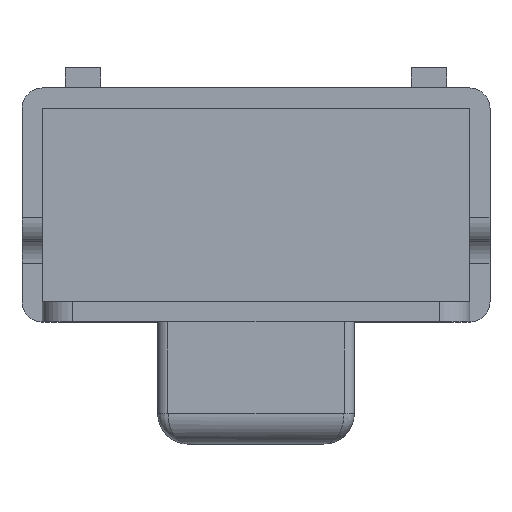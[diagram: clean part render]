
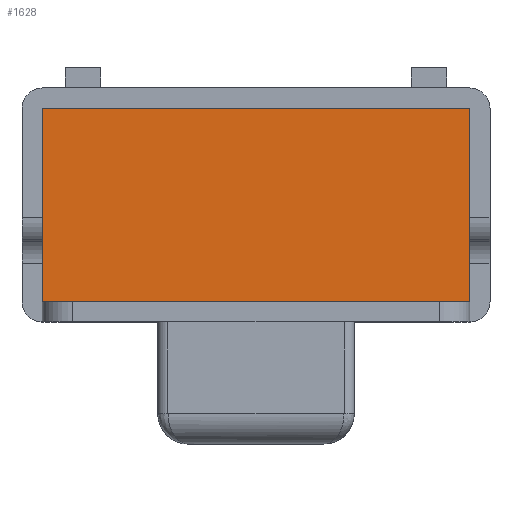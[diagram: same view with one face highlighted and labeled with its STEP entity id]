
A CAD part, top view. The second image highlights one B-rep face of the part: STEP entity #1628.
In plain terms, the highlighted planar face has unit normal (0, 0, 1).
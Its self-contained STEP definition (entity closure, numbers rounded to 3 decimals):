
#126=FACE_OUTER_BOUND('',#222,.T.);
#222=EDGE_LOOP('',(#1083,#1084,#1085,#1086));
#322=LINE('',#2400,#502);
#323=LINE('',#2403,#503);
#324=LINE('',#2405,#504);
#325=LINE('',#2406,#505);
#502=VECTOR('',#1904,10.);
#503=VECTOR('',#1907,10.);
#504=VECTOR('',#1908,10.);
#505=VECTOR('',#1909,10.);
#680=VERTEX_POINT('',#2394);
#682=VERTEX_POINT('',#2398);
#683=VERTEX_POINT('',#2402);
#684=VERTEX_POINT('',#2404);
#838=EDGE_CURVE('',#680,#682,#322,.T.);
#839=EDGE_CURVE('',#680,#683,#323,.T.);
#840=EDGE_CURVE('',#684,#682,#324,.T.);
#841=EDGE_CURVE('',#683,#684,#325,.T.);
#1083=ORIENTED_EDGE('',*,*,#839,.F.);
#1084=ORIENTED_EDGE('',*,*,#838,.T.);
#1085=ORIENTED_EDGE('',*,*,#840,.F.);
#1086=ORIENTED_EDGE('',*,*,#841,.F.);
#1568=PLANE('',#1742);
#1628=ADVANCED_FACE('',(#126),#1568,.T.);
#1742=AXIS2_PLACEMENT_3D('',#2401,#1905,#1906);
#1904=DIRECTION('',(0.,1.,0.));
#1905=DIRECTION('center_axis',(0.,0.,1.));
#1906=DIRECTION('ref_axis',(1.,0.,0.));
#1907=DIRECTION('',(-1.,0.,0.));
#1908=DIRECTION('',(1.,0.,0.));
#1909=DIRECTION('',(0.,1.,0.));
#2394=CARTESIAN_POINT('',(2.1,0.,1.8));
#2398=CARTESIAN_POINT('',(2.1,1.9,1.8));
#2400=CARTESIAN_POINT('',(2.1,0.,1.8));
#2401=CARTESIAN_POINT('Origin',(-2.1,0.,1.8));
#2402=CARTESIAN_POINT('',(-2.1,0.,1.8));
#2403=CARTESIAN_POINT('',(2.1,0.,1.8));
#2404=CARTESIAN_POINT('',(-2.1,1.9,1.8));
#2405=CARTESIAN_POINT('',(2.1,1.9,1.8));
#2406=CARTESIAN_POINT('',(-2.1,0.,1.8));
